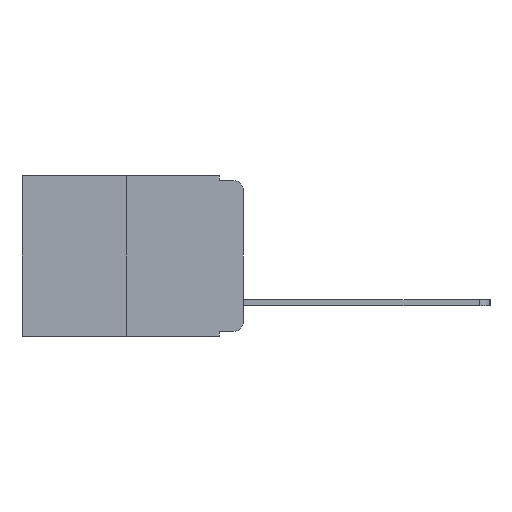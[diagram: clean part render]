
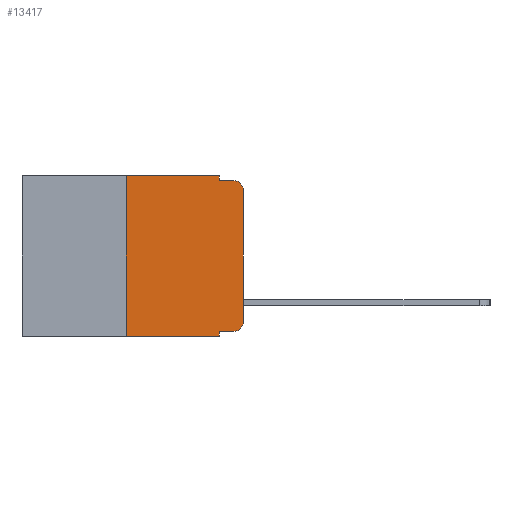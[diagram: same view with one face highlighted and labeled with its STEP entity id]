
A CAD part, left-side view. The second image highlights one B-rep face of the part: STEP entity #13417.
In plain terms, the highlighted planar face has unit normal (-1, 0, 0).
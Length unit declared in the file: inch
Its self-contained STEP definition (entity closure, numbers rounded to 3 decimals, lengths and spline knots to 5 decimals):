
#93 = VECTOR ( 'NONE', #6912, 39.37008 ) ;
#490 = VERTEX_POINT ( 'NONE', #6715 ) ;
#492 = DIRECTION ( 'NONE',  ( 0., 0., 1. ) ) ;
#595 = VERTEX_POINT ( 'NONE', #8222 ) ;
#619 = DIRECTION ( 'NONE',  ( 0., 0., -1. ) ) ;
#652 = EDGE_CURVE ( 'NONE', #5729, #7847, #8473, .T. ) ;
#806 = VERTEX_POINT ( 'NONE', #5628 ) ;
#1497 = CARTESIAN_POINT ( 'NONE',  ( 0., 0.051, -0.01 ) ) ;
#2027 = DIRECTION ( 'NONE',  ( 0., -1., 0. ) ) ;
#2046 = DIRECTION ( 'NONE',  ( -1., 0., 0. ) ) ;
#2098 = DIRECTION ( 'NONE',  ( 0., -1., 0. ) ) ;
#2195 = VECTOR ( 'NONE', #12458, 39.37008 ) ;
#2258 = ORIENTED_EDGE ( 'NONE', *, *, #4402, .T. ) ;
#2326 = ORIENTED_EDGE ( 'NONE', *, *, #4981, .F. ) ;
#2359 = ORIENTED_EDGE ( 'NONE', *, *, #11058, .T. ) ;
#2410 = ORIENTED_EDGE ( 'NONE', *, *, #652, .F. ) ;
#2425 = ORIENTED_EDGE ( 'NONE', *, *, #14003, .F. ) ;
#2452 = ORIENTED_EDGE ( 'NONE', *, *, #8425, .T. ) ;
#2459 = VERTEX_POINT ( 'NONE', #13466 ) ;
#2487 = ORIENTED_EDGE ( 'NONE', *, *, #13327, .F. ) ;
#2517 = ORIENTED_EDGE ( 'NONE', *, *, #5816, .F. ) ;
#2583 = CARTESIAN_POINT ( 'NONE',  ( 0., 0., -0.313 ) ) ;
#2661 = ORIENTED_EDGE ( 'NONE', *, *, #8383, .T. ) ;
#2669 = CARTESIAN_POINT ( 'NONE',  ( 0., 0.473, 0. ) ) ;
#2677 = CIRCLE ( 'NONE', #13917, 0.02 ) ;
#2708 = ORIENTED_EDGE ( 'NONE', *, *, #7946, .T. ) ;
#2919 = VECTOR ( 'NONE', #7068, 39.37008 ) ;
#3314 = LINE ( 'NONE', #13403, #11827 ) ;
#3749 = CARTESIAN_POINT ( 'NONE',  ( 0., 0.051, 0. ) ) ;
#3921 = DIRECTION ( 'NONE',  ( 1., 0., 0. ) ) ;
#4162 = VERTEX_POINT ( 'NONE', #9784 ) ;
#4402 = EDGE_CURVE ( 'NONE', #8671, #11306, #14030, .T. ) ;
#4662 = CARTESIAN_POINT ( 'NONE',  ( 0., 0.473, 0. ) ) ;
#4922 = CIRCLE ( 'NONE', #6412, 0.02 ) ;
#4981 = EDGE_CURVE ( 'NONE', #490, #806, #9456, .T. ) ;
#5159 = EDGE_LOOP ( 'NONE', ( #2258, #2359, #2326, #2425, #2410, #2487, #2452, #2517, #2708, #2661 ) ) ;
#5203 = VECTOR ( 'NONE', #2098, 39.37008 ) ;
#5472 = CARTESIAN_POINT ( 'NONE',  ( 0., 0.02, -0.333 ) ) ;
#5628 = CARTESIAN_POINT ( 'NONE',  ( 0., 0.02, -0.01 ) ) ;
#5729 = VERTEX_POINT ( 'NONE', #9464 ) ;
#5816 = EDGE_CURVE ( 'NONE', #2459, #4162, #9617, .T. ) ;
#5869 = CARTESIAN_POINT ( 'NONE',  ( 0., 0.051, 0. ) ) ;
#6118 = CARTESIAN_POINT ( 'NONE',  ( 0., 0.25, 0. ) ) ;
#6412 = AXIS2_PLACEMENT_3D ( 'NONE', #14011, #7898, #619 ) ;
#6715 = CARTESIAN_POINT ( 'NONE',  ( 0., 0.051, -0.01 ) ) ;
#6912 = DIRECTION ( 'NONE',  ( 0., 0., -1. ) ) ;
#6941 = CARTESIAN_POINT ( 'NONE',  ( 0., 0.051, 0. ) ) ;
#7068 = DIRECTION ( 'NONE',  ( 0., -1., 0. ) ) ;
#7847 = VERTEX_POINT ( 'NONE', #5869 ) ;
#7898 = DIRECTION ( 'NONE',  ( -1., 0., 0. ) ) ;
#7946 = EDGE_CURVE ( 'NONE', #2459, #13607, #3314, .T. ) ;
#8222 = CARTESIAN_POINT ( 'NONE',  ( 0., 0.25, -0.343 ) ) ;
#8294 = DIRECTION ( 'NONE',  ( 0., -1., 0. ) ) ;
#8383 = EDGE_CURVE ( 'NONE', #13607, #8671, #2677, .T. ) ;
#8425 = EDGE_CURVE ( 'NONE', #595, #4162, #11005, .T. ) ;
#8473 = LINE ( 'NONE', #4662, #11210 ) ;
#8671 = VERTEX_POINT ( 'NONE', #2583 ) ;
#9081 = CARTESIAN_POINT ( 'NONE',  ( 0., 0.02, -0.313 ) ) ;
#9456 = LINE ( 'NONE', #1497, #2919 ) ;
#9464 = CARTESIAN_POINT ( 'NONE',  ( 0., 0.25, 0. ) ) ;
#9617 = LINE ( 'NONE', #6941, #93 ) ;
#9622 = PLANE ( 'NONE',  #11189 ) ;
#9784 = CARTESIAN_POINT ( 'NONE',  ( 0., 0.051, -0.343 ) ) ;
#10151 = DIRECTION ( 'NONE',  ( 0., 0., -1. ) ) ;
#10500 = DIRECTION ( 'NONE',  ( 0., 0., -1. ) ) ;
#11005 = LINE ( 'NONE', #11187, #5203 ) ;
#11058 = EDGE_CURVE ( 'NONE', #11306, #806, #4922, .T. ) ;
#11187 = CARTESIAN_POINT ( 'NONE',  ( 0., 0.473, -0.343 ) ) ;
#11189 = AXIS2_PLACEMENT_3D ( 'NONE', #2669, #3921, #11639 ) ;
#11210 = VECTOR ( 'NONE', #2027, 39.37008 ) ;
#11306 = VERTEX_POINT ( 'NONE', #14424 ) ;
#11639 = DIRECTION ( 'NONE',  ( 0., 0., -1. ) ) ;
#11827 = VECTOR ( 'NONE', #8294, 39.37008 ) ;
#12310 = FACE_OUTER_BOUND ( 'NONE', #5159, .T. ) ;
#12458 = DIRECTION ( 'NONE',  ( 0., 0., 1. ) ) ;
#12763 = VECTOR ( 'NONE', #492, 39.37008 ) ;
#13099 = VECTOR ( 'NONE', #10500, 39.37008 ) ;
#13327 = EDGE_CURVE ( 'NONE', #595, #5729, #13589, .T. ) ;
#13403 = CARTESIAN_POINT ( 'NONE',  ( 0., 0.051, -0.333 ) ) ;
#13407 = LINE ( 'NONE', #3749, #13099 ) ;
#13417 = ADVANCED_FACE ( 'NONE', ( #12310 ), #9622, .F. ) ;
#13466 = CARTESIAN_POINT ( 'NONE',  ( 0., 0.051, -0.333 ) ) ;
#13589 = LINE ( 'NONE', #6118, #2195 ) ;
#13607 = VERTEX_POINT ( 'NONE', #5472 ) ;
#13780 = CARTESIAN_POINT ( 'NONE',  ( 0., 0., 0. ) ) ;
#13917 = AXIS2_PLACEMENT_3D ( 'NONE', #9081, #2046, #10151 ) ;
#14003 = EDGE_CURVE ( 'NONE', #7847, #490, #13407, .T. ) ;
#14011 = CARTESIAN_POINT ( 'NONE',  ( 0., 0.02, -0.03 ) ) ;
#14030 = LINE ( 'NONE', #13780, #12763 ) ;
#14424 = CARTESIAN_POINT ( 'NONE',  ( 0., 0., -0.03 ) ) ;
